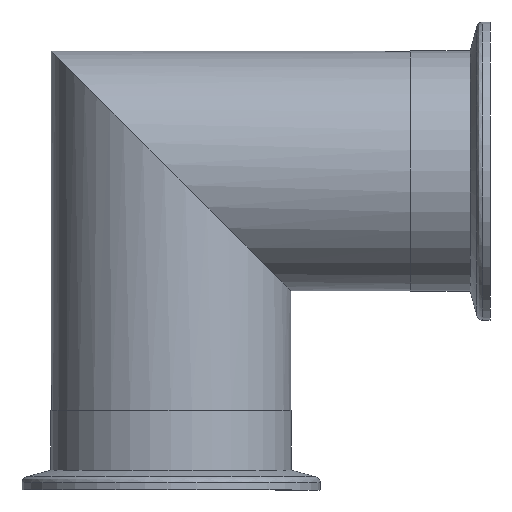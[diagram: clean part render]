
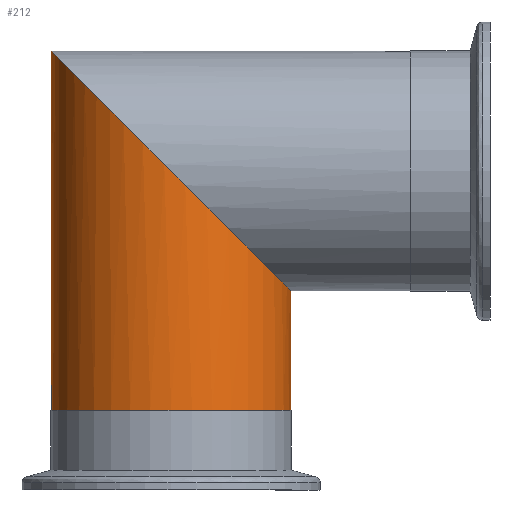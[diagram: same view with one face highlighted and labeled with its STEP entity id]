
A CAD part, front view. The second image highlights one B-rep face of the part: STEP entity #212.
In plain terms, the highlighted cylindrical face has radius 30.1 mm (diameter 60.2 mm), a partial arc.
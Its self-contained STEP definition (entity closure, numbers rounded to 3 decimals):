
#212=ADVANCED_FACE('',(#496),#495,.T.);
#495=CYLINDRICAL_SURFACE('',#852,30.1);
#496=FACE_OUTER_BOUND('',#853,.T.);
#849=CARTESIAN_POINT('',(-60.2,0.,-60.2));
#850=DIRECTION('',(0.,0.,-1.));
#851=DIRECTION('',(-1.,0.,0.));
#852=AXIS2_PLACEMENT_3D('',#849,#850,#851);
#853=EDGE_LOOP('',(#1090,#1091,#1092,#1093));
#1090=ORIENTED_EDGE('',*,*,#1200,.F.);
#1091=ORIENTED_EDGE('',*,*,#1206,.T.);
#1092=ORIENTED_EDGE('',*,*,#1197,.F.);
#1093=ORIENTED_EDGE('',*,*,#1207,.F.);
#1197=EDGE_CURVE('',#1517,#1516,#1524,.T.);
#1200=EDGE_CURVE('',#1544,#1545,#1546,.T.);
#1206=EDGE_CURVE('',#1544,#1516,#1584,.T.);
#1207=EDGE_CURVE('',#1545,#1517,#1590,.T.);
#1516=VERTEX_POINT('',#1962);
#1517=VERTEX_POINT('',#1963);
#1524=CIRCLE('',#1971,30.1);
#1544=VERTEX_POINT('',#1982);
#1545=VERTEX_POINT('',#1983);
#1546=(BOUNDED_CURVE() B_SPLINE_CURVE(2,(#1984,#1985,#1986,#1987,#1988),.UNSPECIFIED.,.F.,.F.) B_SPLINE_CURVE_WITH_KNOTS((3,2,3),(0.,1.571,3.142),.UNSPECIFIED.) CURVE() GEOMETRIC_REPRESENTATION_ITEM() RATIONAL_B_SPLINE_CURVE((1.,0.707,1.,0.707,1.)) REPRESENTATION_ITEM('') );
#1584=(BOUNDED_CURVE() B_SPLINE_CURVE(1,(#2010,#2011),.UNSPECIFIED.,.F.,.F.) B_SPLINE_CURVE_WITH_KNOTS((2,2),(0.083,0.917),.UNSPECIFIED.) CURVE() GEOMETRIC_REPRESENTATION_ITEM() RATIONAL_B_SPLINE_CURVE((1.,1.)) REPRESENTATION_ITEM('') );
#1590=(BOUNDED_CURVE() B_SPLINE_CURVE(1,(#2012,#2013),.UNSPECIFIED.,.F.,.F.) B_SPLINE_CURVE_WITH_KNOTS((2,2),(0.639,0.917),.UNSPECIFIED.) CURVE() GEOMETRIC_REPRESENTATION_ITEM() RATIONAL_B_SPLINE_CURVE((0.75,0.75)) REPRESENTATION_ITEM('') );
#1962=CARTESIAN_POINT('',(-90.3,0.,-60.2));
#1963=CARTESIAN_POINT('',(-30.1,0.,-60.2));
#1968=CARTESIAN_POINT('',(-60.2,0.,-60.2));
#1969=DIRECTION('',(0.,0.,-1.));
#1970=DIRECTION('',(-1.,0.,0.));
#1971=AXIS2_PLACEMENT_3D('',#1968,#1969,#1970);
#1982=CARTESIAN_POINT('',(-90.3,0.,30.1));
#1983=CARTESIAN_POINT('',(-30.1,0.,-30.1));
#1984=CARTESIAN_POINT('',(-90.3,0.,30.1));
#1985=CARTESIAN_POINT('',(-90.3,-30.1,30.1));
#1986=CARTESIAN_POINT('',(-60.2,-30.1,0.));
#1987=CARTESIAN_POINT('',(-30.1,-30.1,-30.1));
#1988=CARTESIAN_POINT('',(-30.1,0.,-30.1));
#2010=CARTESIAN_POINT('',(-90.3,0.,30.1));
#2011=CARTESIAN_POINT('',(-90.3,0.,-60.2));
#2012=CARTESIAN_POINT('',(-30.1,0.,-30.1));
#2013=CARTESIAN_POINT('',(-30.1,0.,-60.2));
